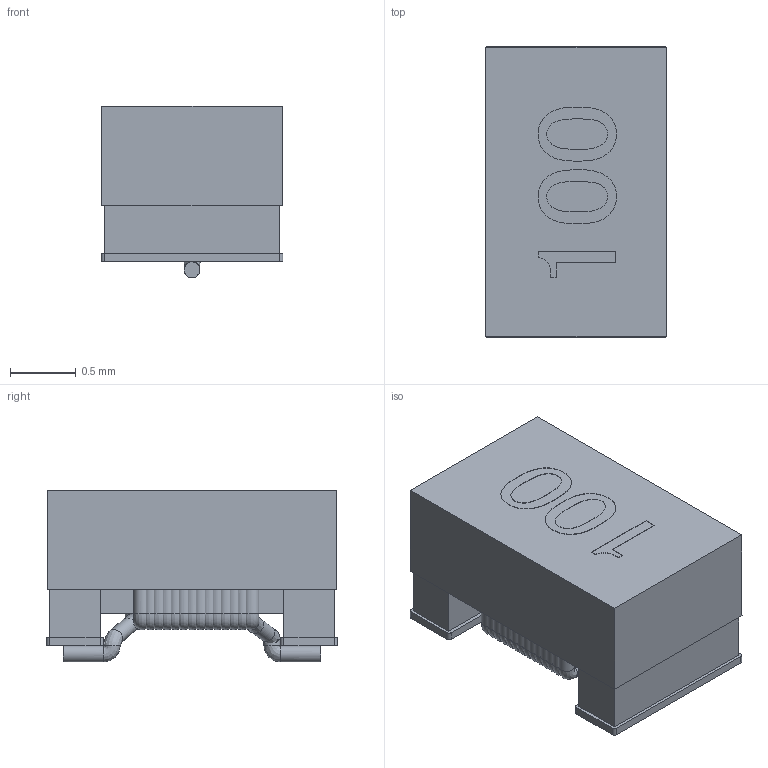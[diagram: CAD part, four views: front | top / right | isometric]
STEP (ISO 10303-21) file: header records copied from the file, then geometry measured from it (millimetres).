
FILE_DESCRIPTION( ('This file contains a STEP AP42 implementation' ,'as created by ZW3D STEP Interface translator.') ,'2;1' );
FILE_NAME( 'HCI0805FT.stp' ,'17 1 5.175723', (''), ('ZWCAD Software Co.'), 'Version 1.0', 'ZW3D to STEP translator', '' );
FILE_SCHEMA( ('CONFIG_CONTROL_DESIGN') );
Length unit declared in the file: millimetre
Products named in the file (1): 0
Bounding box: 1.39 x 2.22 x 1.31 mm (x, y, z)
Surface area: 52.8 mm2
Topology: 9 solids, 79 shells, 225 faces, 626 edges, 421 vertices
Faces by surface type: bspline 225
Entity records: 22513 total; most frequent: CARTESIAN_POINT 18957, ORIENTED_EDGE 1088, EDGE_CURVE 626, B_SPLINE_CURVE_WITH_KNOTS 471, VERTEX_POINT 421, EDGE_LOOP 229, FACE_OUTER_BOUND 225, ADVANCED_FACE 225
